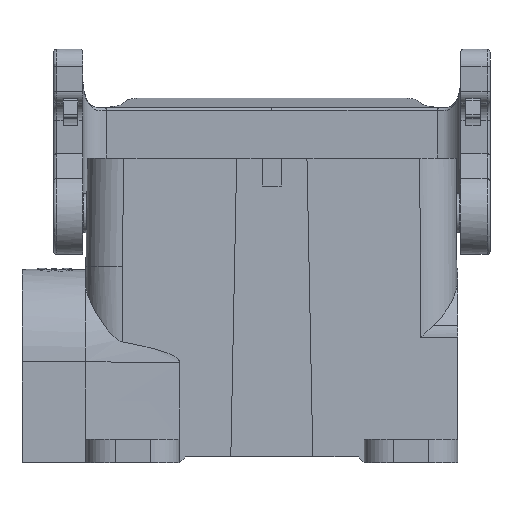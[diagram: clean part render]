
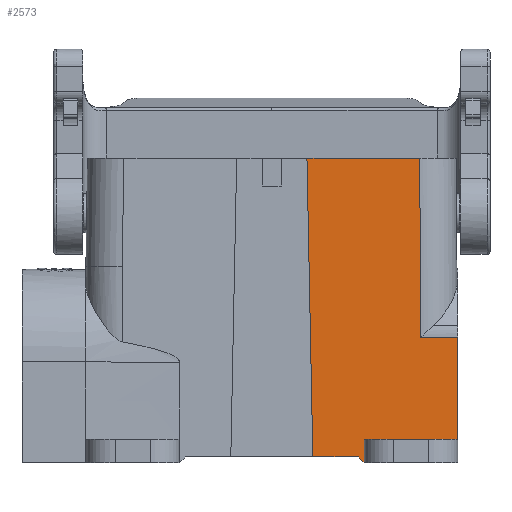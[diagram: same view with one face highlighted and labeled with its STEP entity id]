
A CAD part, front view. The second image highlights one B-rep face of the part: STEP entity #2573.
In plain terms, the highlighted planar face has unit normal (0, -1, 0.008).
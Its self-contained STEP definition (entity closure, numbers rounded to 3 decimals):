
#2205=FACE_OUTER_BOUND('',#3380,.T.);
#2573=ADVANCED_FACE('',(#2205),#2986,.T.);
#2986=PLANE('',#12020);
#3380=EDGE_LOOP('',(#4081,#4082,#4083,#4084,#4085,#4086,#4087,#4088,#4089));
#4081=ORIENTED_EDGE('',*,*,#6772,.F.);
#4082=ORIENTED_EDGE('',*,*,#6773,.T.);
#4083=ORIENTED_EDGE('',*,*,#6774,.T.);
#4084=ORIENTED_EDGE('',*,*,#6760,.T.);
#4085=ORIENTED_EDGE('',*,*,#6775,.F.);
#4086=ORIENTED_EDGE('',*,*,#6776,.T.);
#4087=ORIENTED_EDGE('',*,*,#6777,.T.);
#4088=ORIENTED_EDGE('',*,*,#6681,.F.);
#4089=ORIENTED_EDGE('',*,*,#6778,.T.);
#6006=VERTEX_POINT('',#16650);
#6007=VERTEX_POINT('',#16652);
#6070=VERTEX_POINT('',#16869);
#6072=VERTEX_POINT('',#16872);
#6080=VERTEX_POINT('',#16893);
#6081=VERTEX_POINT('',#16894);
#6082=VERTEX_POINT('',#16896);
#6083=VERTEX_POINT('',#16899);
#6084=VERTEX_POINT('',#16901);
#6681=EDGE_CURVE('',#6006,#6007,#9573,.T.);
#6760=EDGE_CURVE('',#6072,#6070,#9619,.T.);
#6772=EDGE_CURVE('',#6080,#6081,#9627,.T.);
#6773=EDGE_CURVE('',#6080,#6082,#9628,.T.);
#6774=EDGE_CURVE('',#6082,#6072,#9629,.T.);
#6775=EDGE_CURVE('',#6083,#6070,#9630,.T.);
#6776=EDGE_CURVE('',#6083,#6084,#9631,.T.);
#6777=EDGE_CURVE('',#6084,#6007,#9632,.T.);
#6778=EDGE_CURVE('',#6006,#6081,#9633,.T.);
#9573=LINE('',#16651,#10206);
#9619=LINE('',#16871,#10252);
#9627=LINE('',#16892,#10260);
#9628=LINE('',#16895,#10261);
#9629=LINE('',#16897,#10262);
#9630=LINE('',#16898,#10263);
#9631=LINE('',#16900,#10264);
#9632=LINE('',#16902,#10265);
#9633=LINE('',#16903,#10266);
#10206=VECTOR('',#12811,1.);
#10252=VECTOR('',#12929,1.);
#10260=VECTOR('',#12947,1.);
#10261=VECTOR('',#12948,1.);
#10262=VECTOR('',#12949,1.);
#10263=VECTOR('',#12950,1.);
#10264=VECTOR('',#12951,1.);
#10265=VECTOR('',#12952,1.);
#10266=VECTOR('',#12953,1.);
#12020=AXIS2_PLACEMENT_3D('',#16904,#12954,#12955);
#12811=DIRECTION('',(0.,-0.008,-1.));
#12929=DIRECTION('',(-1.,0.,0.));
#12947=DIRECTION('',(0.,-0.008,-1.));
#12948=DIRECTION('',(-1.,0.,0.));
#12949=DIRECTION('',(-0.006,0.008,1.));
#12950=DIRECTION('',(-0.02,0.008,1.));
#12951=DIRECTION('',(1.,0.,0.));
#12952=DIRECTION('',(0.707,-0.005,-0.707));
#12953=DIRECTION('',(1.,0.,0.));
#12954=DIRECTION('',(0.,-1.,0.008));
#12955=DIRECTION('',(0.,-0.008,-1.));
#16650=CARTESIAN_POINT('',(15.75,-15.445,-48.15));
#16651=CARTESIAN_POINT('',(15.75,-15.475,-52.));
#16652=CARTESIAN_POINT('',(15.75,-15.475,-52.));
#16869=CARTESIAN_POINT('',(6.,-15.075,0.));
#16871=CARTESIAN_POINT('',(31.45,-15.075,0.));
#16872=CARTESIAN_POINT('',(25.25,-15.075,0.));
#16892=CARTESIAN_POINT('',(31.75,-15.303,-29.634));
#16893=CARTESIAN_POINT('',(31.75,-15.31,-30.56));
#16894=CARTESIAN_POINT('',(31.75,-15.445,-48.15));
#16895=CARTESIAN_POINT('',(32.,-15.31,-30.56));
#16896=CARTESIAN_POINT('',(25.426,-15.31,-30.56));
#16897=CARTESIAN_POINT('',(25.25,-15.075,-0.036));
#16898=CARTESIAN_POINT('',(7.029,-15.479,-52.49));
#16899=CARTESIAN_POINT('',(7.,-15.467,-51.));
#16900=CARTESIAN_POINT('',(32.,-15.467,-51.));
#16901=CARTESIAN_POINT('',(14.75,-15.467,-51.));
#16902=CARTESIAN_POINT('',(14.648,-15.467,-50.898));
#16903=CARTESIAN_POINT('',(32.,-15.445,-48.15));
#16904=CARTESIAN_POINT('',(32.,-15.475,-52.));
